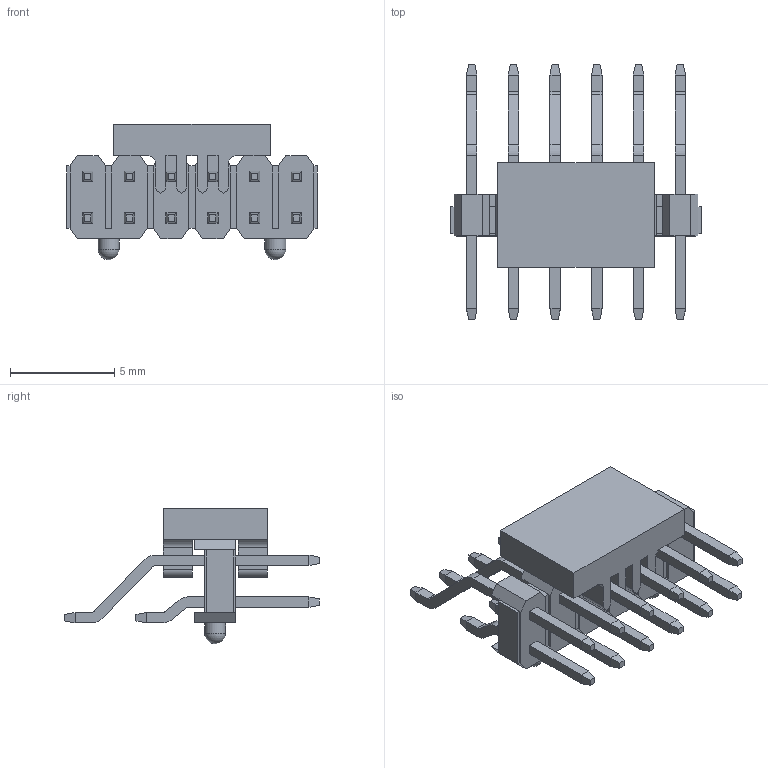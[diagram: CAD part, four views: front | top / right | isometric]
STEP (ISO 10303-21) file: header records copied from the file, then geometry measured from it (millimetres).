
FILE_DESCRIPTION(/* description */ ('Unknown'),/* implementation_level */ '2;1');
FILE_NAME(/* name */ '621312284521',/* time_stamp */ '2017-04-20T10:47:09+02:00',/* author */ ('Unknown'),/* organization */ ('Unknown'),/* preprocessor_version */ 'ST-DEVELOPER v16.7',/* originating_system */ 'DEX',/* authorisation */ $);
FILE_SCHEMA (('AUTOMOTIVE_DESIGN {1 0 10303 214 3 1 1}'));
Length unit declared in the file: millimetre
Products named in the file (5): 6213xx284521; 621012284521; 6210xx284521_PIN COURTE; 6210xx284521_PIN LONGUE; 6213xx284521_Cap
Assembly tree (14 placements, depth 2):
  6213xx284521
    621012284521
    6210xx284521_PIN COURTE  x6
    6210xx284521_PIN LONGUE  x6
    6213xx284521_Cap
Bounding box: 12 x 12.22 x 6.5 mm (x, y, z)
Volume: 165.6 mm3; surface area: 633.8 mm2
Topology: 14 solids, 14 shells, 528 faces, 1296 edges, 796 vertices
Faces by surface type: plane 456, cylinder 70, sphere 2
Full cylindrical faces by diameter (mm): 1 x2
Entity records: 9131 total; most frequent: CARTESIAN_POINT 1563, ORIENTED_EDGE 1536, DIRECTION 1474, EDGE_CURVE 768, LINE 708, VECTOR 708, VERTEX_POINT 472, AXIS2_PLACEMENT_3D 383
